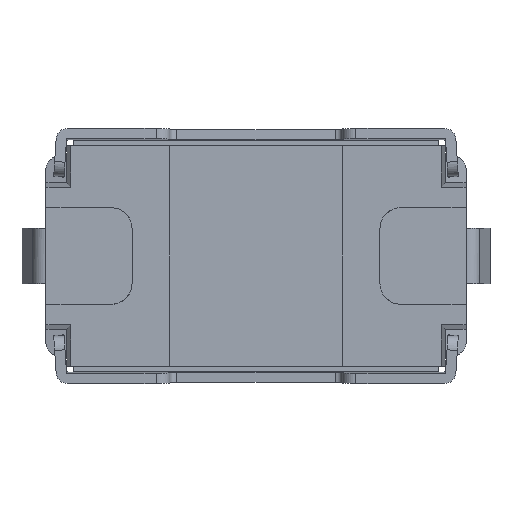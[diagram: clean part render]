
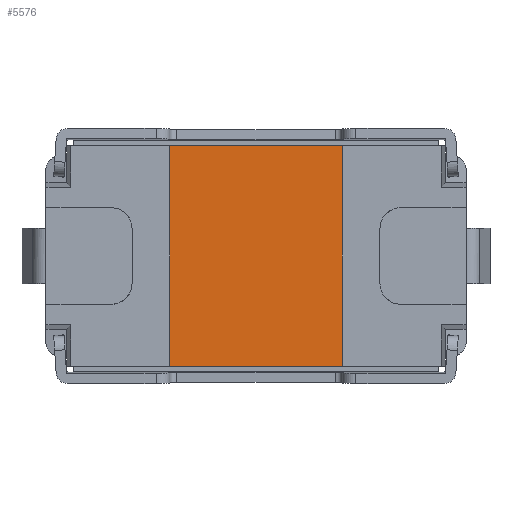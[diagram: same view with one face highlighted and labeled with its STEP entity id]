
A CAD part, front view. The second image highlights one B-rep face of the part: STEP entity #5576.
In plain terms, the highlighted planar face has unit normal (0, -1, 0).
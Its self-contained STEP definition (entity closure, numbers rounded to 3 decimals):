
#4872 = VERTEX_POINT('',#4873);
#4873 = CARTESIAN_POINT('',(1.25,0.08,-1.6));
#4879 = EDGE_CURVE('',#4880,#4872,#4882,.T.);
#4880 = VERTEX_POINT('',#4881);
#4881 = CARTESIAN_POINT('',(-1.25,0.08,-1.6));
#4882 = LINE('',#4883,#4884);
#4883 = CARTESIAN_POINT('',(0.,0.08,-1.6));
#4884 = VECTOR('',#4885,1.);
#4885 = DIRECTION('',(1.,0.,-0.));
#4974 = VERTEX_POINT('',#4975);
#4975 = CARTESIAN_POINT('',(-1.25,0.08,1.6));
#4981 = EDGE_CURVE('',#4982,#4974,#4984,.T.);
#4982 = VERTEX_POINT('',#4983);
#4983 = CARTESIAN_POINT('',(1.25,0.08,1.6));
#4984 = LINE('',#4985,#4986);
#4985 = CARTESIAN_POINT('',(0.,0.08,1.6));
#4986 = VECTOR('',#4987,1.);
#4987 = DIRECTION('',(-1.,0.,-0.));
#5576 = ADVANCED_FACE('',(#5577),#5593,.T.);
#5577 = FACE_BOUND('',#5578,.T.);
#5578 = EDGE_LOOP('',(#5579,#5585,#5586,#5592));
#5579 = ORIENTED_EDGE('',*,*,#5580,.T.);
#5580 = EDGE_CURVE('',#4974,#4880,#5581,.T.);
#5581 = LINE('',#5582,#5583);
#5582 = CARTESIAN_POINT('',(-1.25,0.08,-1.6));
#5583 = VECTOR('',#5584,1.);
#5584 = DIRECTION('',(0.,-0.,-1.));
#5585 = ORIENTED_EDGE('',*,*,#4879,.T.);
#5586 = ORIENTED_EDGE('',*,*,#5587,.T.);
#5587 = EDGE_CURVE('',#4872,#4982,#5588,.T.);
#5588 = LINE('',#5589,#5590);
#5589 = CARTESIAN_POINT('',(1.25,0.08,-1.6));
#5590 = VECTOR('',#5591,1.);
#5591 = DIRECTION('',(-0.,0.,1.));
#5592 = ORIENTED_EDGE('',*,*,#4981,.T.);
#5593 = PLANE('',#5594);
#5594 = AXIS2_PLACEMENT_3D('',#5595,#5596,#5597);
#5595 = CARTESIAN_POINT('',(0.,0.08,-1.6));
#5596 = DIRECTION('',(0.,-1.,0.));
#5597 = DIRECTION('',(0.,-0.,-1.));
